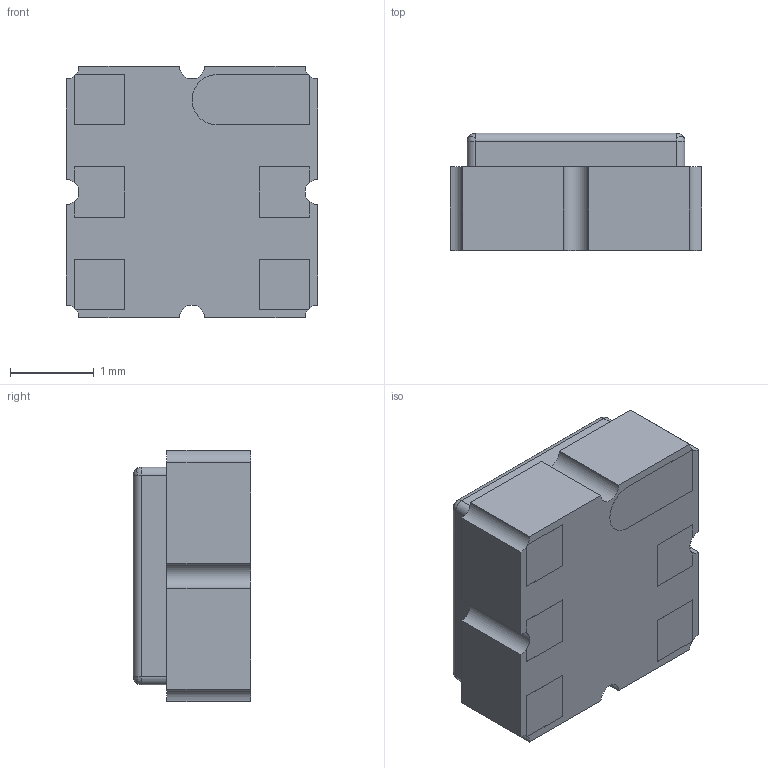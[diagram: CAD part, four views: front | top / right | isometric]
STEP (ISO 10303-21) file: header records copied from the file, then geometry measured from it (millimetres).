
FILE_DESCRIPTION (( 'STEP AP214' ), '1' );
FILE_NAME ('6DE3D97E-8D21-45E4-ABE9-AAB04F28A8BD.STEP', '2025-11-11T09:15:43', ( '' ), ( '' ), 'SwSTEP 2.0', 'SolidWorks 2022', '' );
FILE_SCHEMA (( 'AUTOMOTIVE_DESIGN' ));
Length unit declared in the file: centimetre
Products named in the file (1): 6DE3D97E-8D21-45E4-ABE9-AAB04F28A8BD
Bounding box: 3 x 1.4 x 3 mm (x, y, z)
Volume: 11.5 mm3; surface area: 52.4 mm2
Topology: 8 solids, 8 shells, 90 faces, 207 edges, 126 vertices
Faces by surface type: plane 54, cylinder 24, bspline 12
Entity records: 2737 total; most frequent: CARTESIAN_POINT 628, DIRECTION 423, ORIENTED_EDGE 398, EDGE_CURVE 199, AXIS2_PLACEMENT_3D 149, VERTEX_POINT 126, VECTOR 125, LINE 125
